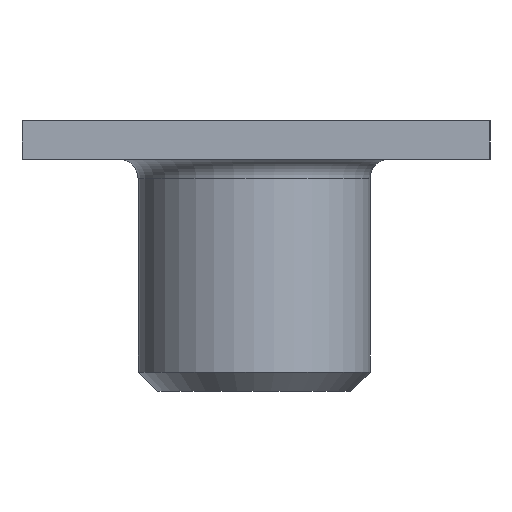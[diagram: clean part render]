
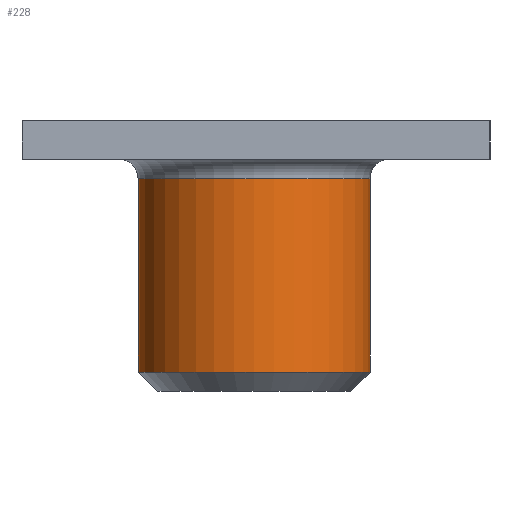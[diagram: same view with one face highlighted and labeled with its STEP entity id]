
A CAD part, left-side view. The second image highlights one B-rep face of the part: STEP entity #228.
In plain terms, the highlighted cylindrical face has radius 6 mm (diameter 12 mm), a full revolution.
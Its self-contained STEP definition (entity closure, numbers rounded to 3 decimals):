
#27=LINE('',#354,#51);
#51=VECTOR('',#290,6.);
#75=CYLINDRICAL_SURFACE('',#259,6.);
#78=FACE_OUTER_BOUND('',#92,.T.);
#92=EDGE_LOOP('',(#168,#169,#170,#171));
#106=CIRCLE('',#256,6.);
#109=CIRCLE('',#260,6.);
#113=VERTEX_POINT('',#346);
#115=VERTEX_POINT('',#352);
#133=EDGE_CURVE('',#113,#113,#106,.T.);
#136=EDGE_CURVE('',#115,#115,#109,.T.);
#137=EDGE_CURVE('',#115,#113,#27,.T.);
#168=ORIENTED_EDGE('',*,*,#136,.F.);
#169=ORIENTED_EDGE('',*,*,#137,.T.);
#170=ORIENTED_EDGE('',*,*,#133,.F.);
#171=ORIENTED_EDGE('',*,*,#137,.F.);
#228=ADVANCED_FACE('',(#78),#75,.T.);
#256=AXIS2_PLACEMENT_3D('',#347,#280,#281);
#259=AXIS2_PLACEMENT_3D('',#351,#286,#287);
#260=AXIS2_PLACEMENT_3D('',#353,#288,#289);
#280=DIRECTION('center_axis',(0.,0.,
1.));
#281=DIRECTION('ref_axis',(1.,0.,0.));
#286=DIRECTION('center_axis',(0.,0.,-1.));
#287=DIRECTION('ref_axis',(1.,0.,0.));
#288=DIRECTION('center_axis',(0.,0.,-1.));
#289=DIRECTION('ref_axis',(1.,0.,0.));
#290=DIRECTION('',(0.,0.,1.));
#346=CARTESIAN_POINT('',(74.,-5.,-5.1));
#347=CARTESIAN_POINT('Origin',(80.,-5.,-5.1));
#351=CARTESIAN_POINT('Origin',(80.,-5.,-4.1));
#352=CARTESIAN_POINT('',(74.,-5.,-15.1));
#353=CARTESIAN_POINT('Origin',(80.,-5.,-15.1));
#354=CARTESIAN_POINT('',(74.,-5.,-4.1));
